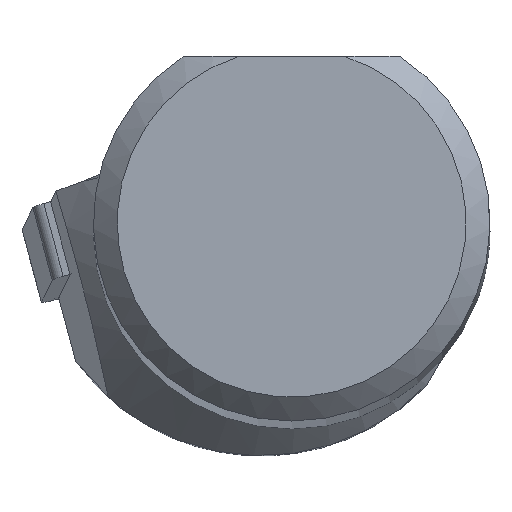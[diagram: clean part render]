
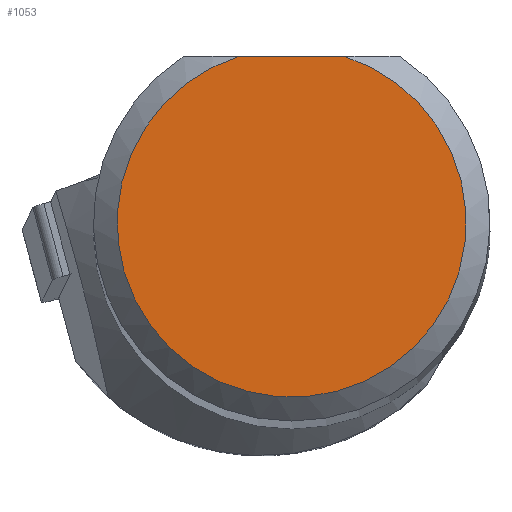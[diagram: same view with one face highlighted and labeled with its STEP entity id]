
A CAD part, top view. The second image highlights one B-rep face of the part: STEP entity #1053.
In plain terms, the highlighted planar face has unit normal (0, 0, 1).
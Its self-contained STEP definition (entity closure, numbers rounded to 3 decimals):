
#546=CARTESIAN_POINT('',(0.,0.,0.));
#547=DIRECTION('',(0.,0.,1.));
#548=DIRECTION('',(-0.298,0.955,0.));
#549=AXIS2_PLACEMENT_3D('',#546,#547,#548);
#554=CARTESIAN_POINT('',(3.279,10.5,0.));
#569=CARTESIAN_POINT('',(-3.279,10.5,0.));
#574=DIRECTION('',(1.,0.,0.));
#575=VECTOR('',#574,6.557);
#576=CARTESIAN_POINT('',(-3.279,10.5,0.));
#577=LINE('',#576,#575);
#596=VERTEX_POINT('',#569);
#639=VERTEX_POINT('',#554);
#1044=CARTESIAN_POINT('',(0.,0.,0.));
#1045=DIRECTION('',(0.,0.,-1.));
#1046=DIRECTION('',(1.,0.,0.));
#1047=AXIS2_PLACEMENT_3D('',#1044,#1045,#1046);
#1048=PLANE('',#1047);
#1049=ORIENTED_EDGE('',*,*,#1009,.T.);
#1050=ORIENTED_EDGE('',*,*,#1029,.F.);
#1051=EDGE_LOOP('',(#1049,#1050));
#1052=FACE_OUTER_BOUND('',#1051,.F.);
#550=CIRCLE('',#549,11.);
#1009=EDGE_CURVE('',#596,#639,#577,.T.);
#1029=EDGE_CURVE('',#596,#639,#550,.T.);
#1053=ADVANCED_FACE('',(#1052),#1048,.F.);
